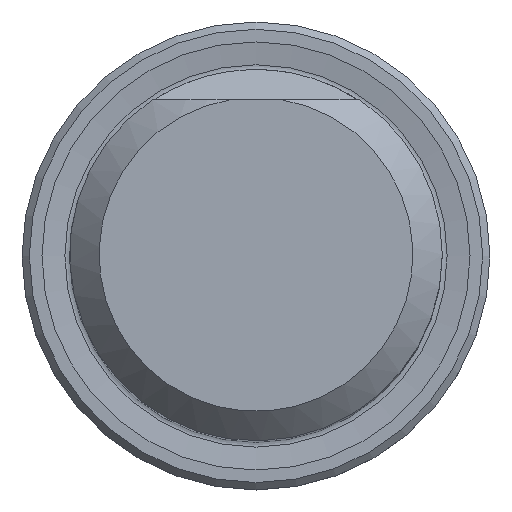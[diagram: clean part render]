
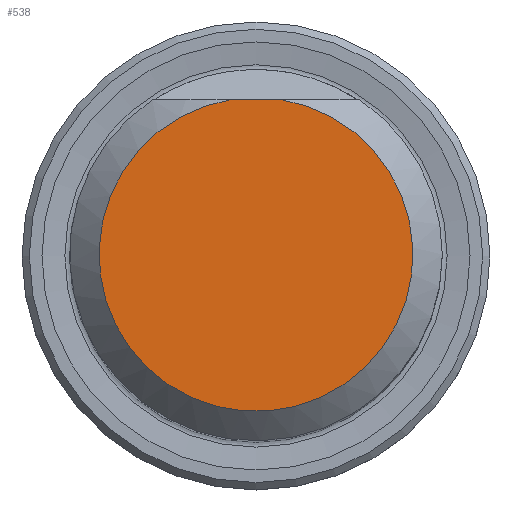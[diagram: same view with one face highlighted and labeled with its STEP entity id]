
A CAD part, top view. The second image highlights one B-rep face of the part: STEP entity #538.
In plain terms, the highlighted planar face has unit normal (0, 0, 1).
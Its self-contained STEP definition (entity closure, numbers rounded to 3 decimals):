
#414=PLANE('',#6229);
#538=ADVANCED_FACE('',(#973),#414,.T.);
#973=FACE_OUTER_BOUND('',#1268,.T.);
#1268=EDGE_LOOP('',(#1943,#1944));
#1618=CIRCLE('',#6228,10.697);
#1943=ORIENTED_EDGE('',*,*,#4125,.F.);
#1944=ORIENTED_EDGE('',*,*,#4126,.T.);
#3544=VERTEX_POINT('',#9410);
#3545=VERTEX_POINT('',#9411);
#4125=EDGE_CURVE('',#3544,#3545,#5323,.T.);
#4126=EDGE_CURVE('',#3544,#3545,#1618,.T.);
#5323=LINE('',#9409,#5668);
#5668=VECTOR('',#7110,1.);
#6228=AXIS2_PLACEMENT_3D('',#9412,#7111,#7112);
#6229=AXIS2_PLACEMENT_3D('',#9413,#7113,#7114);
#7110=DIRECTION('',(1.,0.,0.));
#7111=DIRECTION('',(0.,0.,1.));
#7112=DIRECTION('',(0.,-1.,0.));
#7113=DIRECTION('',(0.,0.,1.));
#7114=DIRECTION('',(0.,-1.,0.));
#9409=CARTESIAN_POINT('',(0.,10.553,56.));
#9410=CARTESIAN_POINT('',(-1.746,10.553,56.));
#9411=CARTESIAN_POINT('',(1.746,10.553,56.));
#9412=CARTESIAN_POINT('',(0.,0.,56.));
#9413=CARTESIAN_POINT('',(0.,0.,56.));
